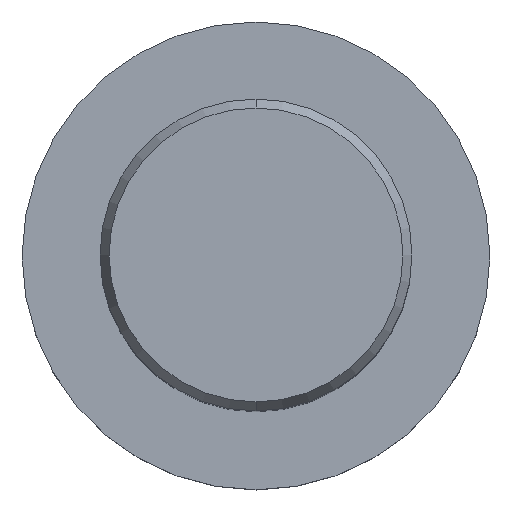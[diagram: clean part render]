
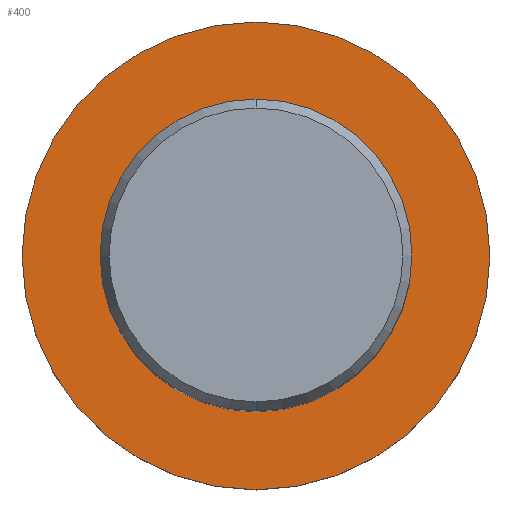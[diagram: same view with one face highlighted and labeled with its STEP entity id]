
A CAD part, top view. The second image highlights one B-rep face of the part: STEP entity #400.
In plain terms, the highlighted planar face has unit normal (0, 0, 1).
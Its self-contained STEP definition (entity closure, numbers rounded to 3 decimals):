
#262=VERTEX_POINT('',#633);
#286=EDGE_CURVE('',#262,#392,#659,.T.);
#310=EDGE_CURVE('',#392,#262,#685,.T.);
#378=VERTEX_POINT('',#759);
#390=EDGE_CURVE('',#456,#378,#773,.T.);
#392=VERTEX_POINT('',#775);
#400=ADVANCED_FACE('',(#785,#786),#787,.T.);
#402=EDGE_CURVE('',#378,#456,#789,.T.);
#456=VERTEX_POINT('',#847);
#633=CARTESIAN_POINT('',(0.,-20.0,-70.0));
#659=CIRCLE('',#1202,20.0);
#685=CIRCLE('',#1275,20.0);
#759=CARTESIAN_POINT('',(0.,-30.0,-70.0));
#773=CIRCLE('',#1422,30.0);
#775=CARTESIAN_POINT('',(0.0,20.0,-70.0));
#785=FACE_BOUND('',#1436,.T.);
#786=FACE_OUTER_BOUND('',#1437,.T.);
#787=PLANE('',#1438);
#789=CIRCLE('',#1441,30.0);
#847=CARTESIAN_POINT('',(0.0,30.0,-70.0));
#1202=AXIS2_PLACEMENT_3D('',#1834,#1835,#1836);
#1275=AXIS2_PLACEMENT_3D('',#1866,#1867,#1868);
#1422=AXIS2_PLACEMENT_3D('',#1969,#1970,#1971);
#1436=EDGE_LOOP('',(#1997,#1998));
#1437=EDGE_LOOP('',(#1999,#2000));
#1438=AXIS2_PLACEMENT_3D('',#2001,#2002,#2003);
#1441=AXIS2_PLACEMENT_3D('',#2004,#2005,#2006);
#1834=CARTESIAN_POINT('',(0.0,0.0,-70.0));
#1835=DIRECTION('',(-0.0,0.0,-1.0));
#1836=DIRECTION('',(0.0,1.0,0.0));
#1866=CARTESIAN_POINT('',(0.0,0.0,-70.0));
#1867=DIRECTION('',(-0.0,0.0,-1.0));
#1868=DIRECTION('',(0.0,1.0,0.0));
#1969=CARTESIAN_POINT('',(0.0,0.0,-70.0));
#1970=DIRECTION('',(0.0,0.0,-1.0));
#1971=DIRECTION('',(0.0,1.0,0.0));
#1997=ORIENTED_EDGE('',*,*,#310,.T.);
#1998=ORIENTED_EDGE('',*,*,#286,.T.);
#1999=ORIENTED_EDGE('',*,*,#390,.F.);
#2000=ORIENTED_EDGE('',*,*,#402,.F.);
#2001=CARTESIAN_POINT('',(0.0,15.0,-70.0));
#2002=DIRECTION('',(-0.0,0.0,1.0));
#2003=DIRECTION('',(0.0,-1.0,0.0));
#2004=CARTESIAN_POINT('',(0.0,0.0,-70.0));
#2005=DIRECTION('',(0.0,0.0,-1.0));
#2006=DIRECTION('',(0.0,1.0,0.0));
